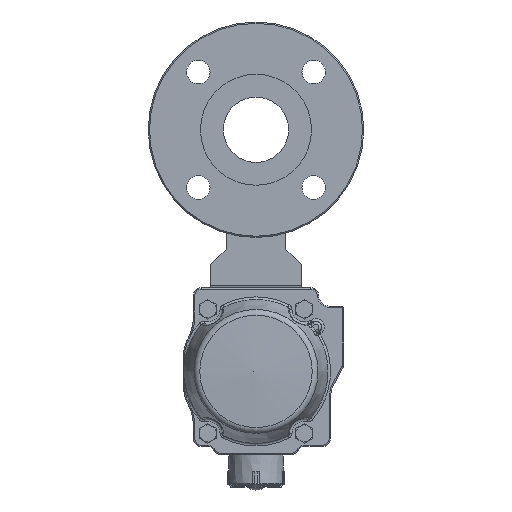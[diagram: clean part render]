
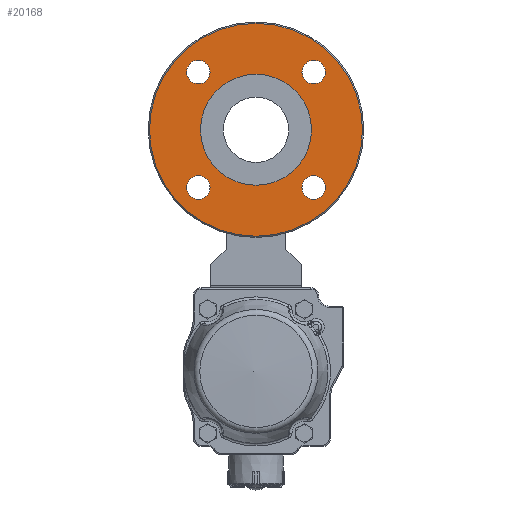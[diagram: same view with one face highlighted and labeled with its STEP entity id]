
A CAD part, front view. The second image highlights one B-rep face of the part: STEP entity #20168.
In plain terms, the highlighted planar face has unit normal (0, -1, 0).
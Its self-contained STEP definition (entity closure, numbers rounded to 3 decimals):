
#1090=PLANE('',#21653);
#1686=CIRCLE('',#21647,42.5);
#1690=CIRCLE('',#21654,81.5);
#1691=CIRCLE('',#21655,9.);
#1692=CIRCLE('',#21656,9.);
#1693=CIRCLE('',#21657,9.);
#1694=CIRCLE('',#21658,9.);
#3897=ORIENTED_EDGE('',*,*,#8484,.T.);
#3898=ORIENTED_EDGE('',*,*,#8480,.T.);
#3899=ORIENTED_EDGE('',*,*,#8485,.F.);
#3900=ORIENTED_EDGE('',*,*,#8486,.F.);
#3901=ORIENTED_EDGE('',*,*,#8487,.F.);
#3902=ORIENTED_EDGE('',*,*,#8488,.F.);
#8480=EDGE_CURVE('',#10855,#10855,#1686,.T.);
#8484=EDGE_CURVE('',#10859,#10859,#1690,.T.);
#8485=EDGE_CURVE('',#10860,#10860,#1691,.T.);
#8486=EDGE_CURVE('',#10861,#10861,#1692,.T.);
#8487=EDGE_CURVE('',#10862,#10862,#1693,.T.);
#8488=EDGE_CURVE('',#10863,#10863,#1694,.T.);
#10855=VERTEX_POINT('',#31419);
#10859=VERTEX_POINT('',#31430);
#10860=VERTEX_POINT('',#31432);
#10861=VERTEX_POINT('',#31434);
#10862=VERTEX_POINT('',#31436);
#10863=VERTEX_POINT('',#31438);
#14573=EDGE_LOOP('',(#3897));
#14574=EDGE_LOOP('',(#3898));
#14575=EDGE_LOOP('',(#3899));
#14576=EDGE_LOOP('',(#3900));
#14577=EDGE_LOOP('',(#3901));
#14578=EDGE_LOOP('',(#3902));
#15984=FACE_BOUND('',#14573,.T.);
#15985=FACE_BOUND('',#14574,.T.);
#15986=FACE_BOUND('',#14575,.T.);
#15987=FACE_BOUND('',#14576,.T.);
#15988=FACE_BOUND('',#14577,.T.);
#15989=FACE_BOUND('',#14578,.T.);
#20168=ADVANCED_FACE('',(#15984,#15985,#15986,#15987,#15988,#15989),#1090,
 .T.);
#21647=AXIS2_PLACEMENT_3D('',#31418,#24628,#24629);
#21653=AXIS2_PLACEMENT_3D('',#31428,#24640,#24641);
#21654=AXIS2_PLACEMENT_3D('',#31429,#24642,#24643);
#21655=AXIS2_PLACEMENT_3D('',#31431,#24644,#24645);
#21656=AXIS2_PLACEMENT_3D('',#31433,#24646,#24647);
#21657=AXIS2_PLACEMENT_3D('',#31435,#24648,#24649);
#21658=AXIS2_PLACEMENT_3D('',#31437,#24650,#24651);
#24628=DIRECTION('',(0.,1.,0.));
#24629=DIRECTION('',(1.,0.,0.));
#24640=DIRECTION('',(0.,-1.,0.));
#24641=DIRECTION('',(0.,0.,-1.));
#24642=DIRECTION('',(0.,-1.,0.));
#24643=DIRECTION('',(0.,0.,-1.));
#24644=DIRECTION('',(0.,-1.,0.));
#24645=DIRECTION('',(-1.,0.,0.));
#24646=DIRECTION('',(0.,-1.,0.));
#24647=DIRECTION('',(-1.,0.,0.));
#24648=DIRECTION('',(0.,-1.,0.));
#24649=DIRECTION('',(-1.,0.,0.));
#24650=DIRECTION('',(0.,-1.,0.));
#24651=DIRECTION('',(-1.,0.,0.));
#31418=CARTESIAN_POINT('',(0.,-73.,0.));
#31419=CARTESIAN_POINT('',(42.5,-73.,0.));
#31428=CARTESIAN_POINT('',(0.,-73.,0.));
#31429=CARTESIAN_POINT('',(0.,-73.,0.));
#31430=CARTESIAN_POINT('',(0.,-73.,-81.5));
#31431=CARTESIAN_POINT('',(44.194,-73.,44.194));
#31432=CARTESIAN_POINT('',(35.194,-73.,44.194));
#31433=CARTESIAN_POINT('',(-44.194,-73.,44.194));
#31434=CARTESIAN_POINT('',(-53.194,-73.,44.194));
#31435=CARTESIAN_POINT('',(-44.194,-73.,-44.194));
#31436=CARTESIAN_POINT('',(-53.194,-73.,-44.194));
#31437=CARTESIAN_POINT('',(44.194,-73.,-44.194));
#31438=CARTESIAN_POINT('',(35.194,-73.,-44.194));
